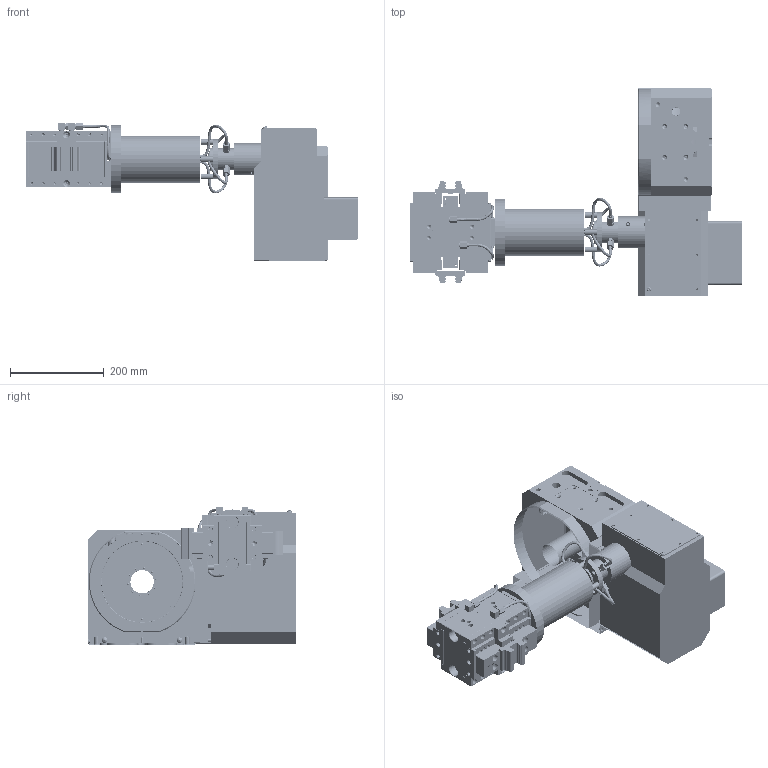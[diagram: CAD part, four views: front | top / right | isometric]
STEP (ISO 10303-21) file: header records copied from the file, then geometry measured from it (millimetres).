
FILE_DESCRIPTION(/* description */ (''),/* implementation_level */ '2;1');
FILE_NAME(/* name */ '',/* time_stamp */ '2023-07-17T16:47:30+08:00',/* author */ (''),/* organization */ (''),/* preprocessor_version */ 'ST-DEVELOPER v11',/* originating_system */ 'SIEMENS PLM Software NX 7.0',/* authorisation */ '');
FILE_SCHEMA (('CONFIG_CONTROL_DESIGN'));
Products named in the file (1): AdmiEA44u64p
Bounding box: 710 x 446.61 x 294.5 mm (x, y, z)
Volume: 3981732.9 mm3; surface area: 1644829.4 mm2
Topology: 58 solids, 61 shells, 4079 faces, 10017 edges, 6598 vertices
Faces by surface type: plane 2381, cylinder 1062, cone 250, bspline 203, extrusion 130, torus 53
Full cylindrical faces by diameter (mm): 2.5 x4, 3 x7, 3.3 x2, 3.5 x8, 4 x14, 4.134 x33, 4.2 x6, 4.5 x10, 4.917 x8, 5 x57, 5.2 x8, 5.3 x2, 5.5 x16, 6 x75, 6.4 x12, 6.5 x21, 6.7 x8, 7 x12, 7.5 x10, 8 x109, 8.376 x6, 8.5 x25, 9 x10, 9.43 x1, 10 x38, 10.106 x6, 10.5 x30, 11 x34, 11.445 x1, 12 x15
Entity records: 167087 total; most frequent: CARTESIAN_POINT 81498, ORIENTED_EDGE 16821, DIRECTION 15446, EDGE_CURVE 8435, VERTEX_POINT 6113, EDGE_LOOP 5918, AXIS2_PLACEMENT_3D 5561, VECTOR 4324
